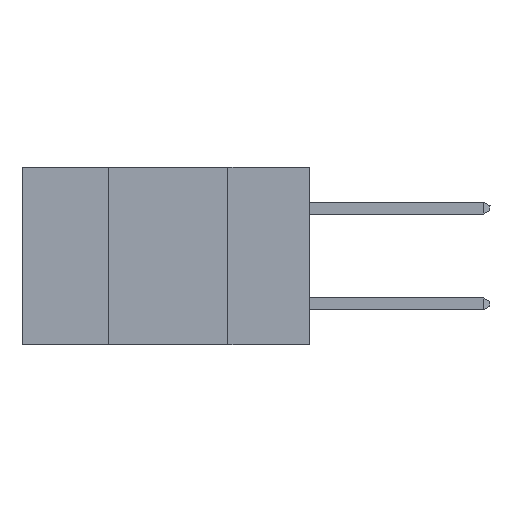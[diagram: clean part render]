
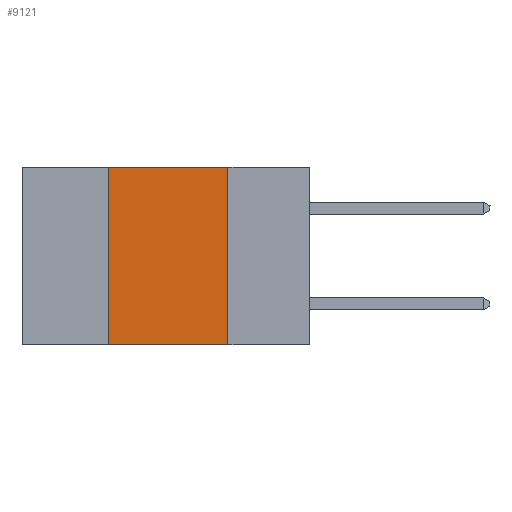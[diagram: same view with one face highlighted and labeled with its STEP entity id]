
A CAD part, left-side view. The second image highlights one B-rep face of the part: STEP entity #9121.
In plain terms, the highlighted planar face has unit normal (-1, 0, 0).
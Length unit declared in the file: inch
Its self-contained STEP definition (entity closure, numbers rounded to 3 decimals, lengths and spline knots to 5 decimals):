
#1629 = DIRECTION ( 'NONE',  ( 1., 0., 0. ) ) ;
#2183 = EDGE_LOOP ( 'NONE', ( #5929, #16871, #11007, #13830 ) ) ;
#2882 = VECTOR ( 'NONE', #9131, 39.37008 ) ;
#4120 = VECTOR ( 'NONE', #13012, 39.37008 ) ;
#5656 = VECTOR ( 'NONE', #14673, 39.37008 ) ;
#5929 = ORIENTED_EDGE ( 'NONE', *, *, #7829, .F. ) ;
#5998 = LINE ( 'NONE', #15445, #7613 ) ;
#6085 = VERTEX_POINT ( 'NONE', #7397 ) ;
#6496 = CARTESIAN_POINT ( 'NONE',  ( 0., 0.42, 0. ) ) ;
#6977 = DIRECTION ( 'NONE',  ( 0., 0., -1. ) ) ;
#7064 = LINE ( 'NONE', #8390, #5656 ) ;
#7397 = CARTESIAN_POINT ( 'NONE',  ( 0., 0.17, -0.37 ) ) ;
#7613 = VECTOR ( 'NONE', #16485, 39.37008 ) ;
#7829 = EDGE_CURVE ( 'NONE', #16965, #6085, #7064, .T. ) ;
#8311 = PLANE ( 'NONE',  #8441 ) ;
#8390 = CARTESIAN_POINT ( 'NONE',  ( 0., 0.17, 0. ) ) ;
#8441 = AXIS2_PLACEMENT_3D ( 'NONE', #13641, #1629, #6977 ) ;
#8992 = LINE ( 'NONE', #17177, #4120 ) ;
#9061 = CARTESIAN_POINT ( 'NONE',  ( 0., 0.42, -0.37 ) ) ;
#9121 = ADVANCED_FACE ( 'NONE', ( #9455 ), #8311, .F. ) ;
#9131 = DIRECTION ( 'NONE',  ( 0., -1., 0. ) ) ;
#9455 = FACE_OUTER_BOUND ( 'NONE', #2183, .T. ) ;
#9681 = EDGE_CURVE ( 'NONE', #14780, #14735, #5998, .T. ) ;
#10449 = CARTESIAN_POINT ( 'NONE',  ( 0., 0.6, 0. ) ) ;
#11007 = ORIENTED_EDGE ( 'NONE', *, *, #9681, .F. ) ;
#11593 = EDGE_CURVE ( 'NONE', #14735, #16965, #16976, .T. ) ;
#13012 = DIRECTION ( 'NONE',  ( 0., -1., 0. ) ) ;
#13641 = CARTESIAN_POINT ( 'NONE',  ( 0., 0.6, 0. ) ) ;
#13830 = ORIENTED_EDGE ( 'NONE', *, *, #14918, .T. ) ;
#14673 = DIRECTION ( 'NONE',  ( 0., 0., -1. ) ) ;
#14735 = VERTEX_POINT ( 'NONE', #6496 ) ;
#14780 = VERTEX_POINT ( 'NONE', #9061 ) ;
#14918 = EDGE_CURVE ( 'NONE', #14780, #6085, #8992, .T. ) ;
#15445 = CARTESIAN_POINT ( 'NONE',  ( 0., 0.42, 0. ) ) ;
#15492 = CARTESIAN_POINT ( 'NONE',  ( 0., 0.17, 0. ) ) ;
#16485 = DIRECTION ( 'NONE',  ( 0., 0., 1. ) ) ;
#16871 = ORIENTED_EDGE ( 'NONE', *, *, #11593, .F. ) ;
#16965 = VERTEX_POINT ( 'NONE', #15492 ) ;
#16976 = LINE ( 'NONE', #10449, #2882 ) ;
#17177 = CARTESIAN_POINT ( 'NONE',  ( 0., 0.6, -0.37 ) ) ;
